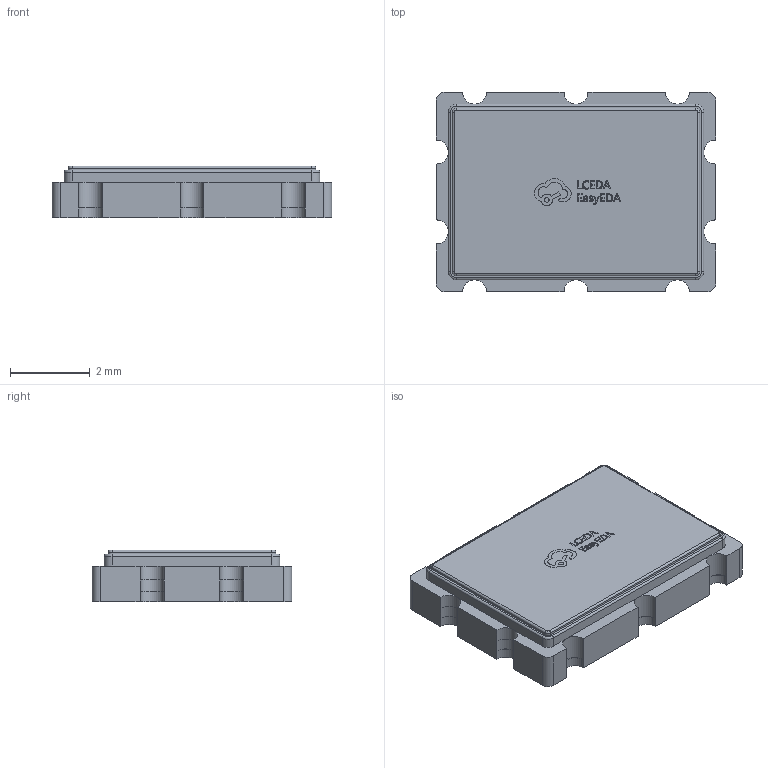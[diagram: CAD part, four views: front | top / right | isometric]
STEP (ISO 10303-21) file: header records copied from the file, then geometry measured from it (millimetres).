
FILE_DESCRIPTION (( 'STEP AP214' ), '1' );
FILE_NAME ('OSC-SMD_6P-L7.0-W5.0-H1.3-BL.step', '2022-07-07T03:29:13', ( '' ), ( '' ), 'SwSTEP 2.0', 'SolidWorks 2020', '' );
FILE_SCHEMA (( 'AUTOMOTIVE_DESIGN' ));
Length unit declared in the file: millimetre
Products named in the file (1): OSC-SMD_6P-L7.0-W5.0-H1.3-BL
Bounding box: 7 x 5 x 1.3 mm (x, y, z)
Volume: 41.2 mm3; surface area: 99.2 mm2
Topology: 1 solids, 1 shells, 427 faces, 1154 edges, 756 vertices
Faces by surface type: plane 257, bspline 112, cylinder 50, torus 8
Entity records: 19161 total; most frequent: CARTESIAN_POINT 4442, ORIENTED_EDGE 2308, DIRECTION 1674, EDGE_CURVE 1154, VECTOR 810, LINE 810, VERTEX_POINT 756, EDGE_LOOP 454
